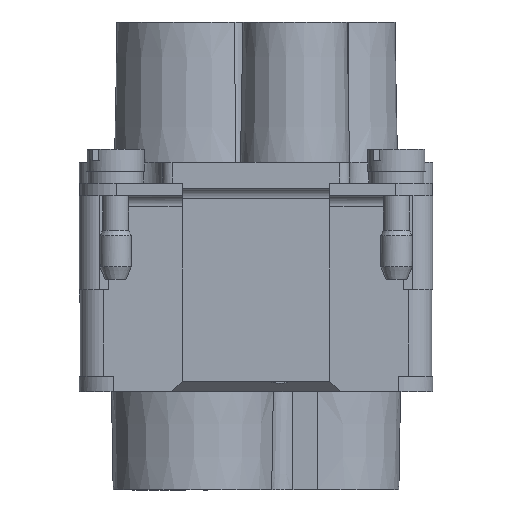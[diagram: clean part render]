
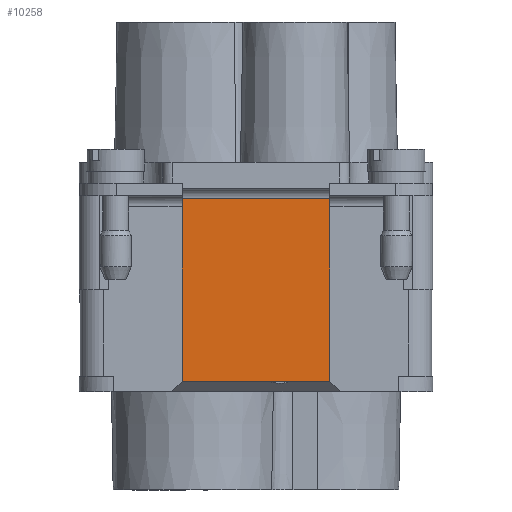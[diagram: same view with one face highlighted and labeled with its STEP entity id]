
A CAD part, left-side view. The second image highlights one B-rep face of the part: STEP entity #10258.
In plain terms, the highlighted planar face has unit normal (-1, 0, 0).
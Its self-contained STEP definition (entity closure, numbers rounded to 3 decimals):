
#5021=LINE('',#34216,#6738);
#5025=LINE('',#34225,#6742);
#5555=LINE('',#37092,#7382);
#5556=LINE('',#37096,#7383);
#6738=VECTOR('',#27506,1.);
#6742=VECTOR('',#27516,1.);
#7382=VECTOR('',#28808,1.);
#7383=VECTOR('',#28815,1.);
#8081=PLANE('',#24551);
#8956=FACE_OUTER_BOUND('',#12410,.T.);
#10258=ADVANCED_FACE('',(#8956),#8081,.T.);
#12410=EDGE_LOOP('',(#17796,#17797,#17798,#17799));
#17796=ORIENTED_EDGE('',*,*,#21495,.T.);
#17797=ORIENTED_EDGE('',*,*,#22370,.T.);
#17798=ORIENTED_EDGE('',*,*,#21490,.T.);
#17799=ORIENTED_EDGE('',*,*,#22369,.F.);
#19127=VERTEX_POINT('',#34215);
#19128=VERTEX_POINT('',#34217);
#19129=VERTEX_POINT('',#34224);
#19130=VERTEX_POINT('',#34226);
#21490=EDGE_CURVE('',#19128,#19127,#5021,.T.);
#21495=EDGE_CURVE('',#19130,#19129,#5025,.T.);
#22369=EDGE_CURVE('',#19130,#19127,#5555,.T.);
#22370=EDGE_CURVE('',#19129,#19128,#5556,.T.);
#24551=AXIS2_PLACEMENT_3D('',#37608,#29250,#29251);
#27506=DIRECTION('',(0.,-1.,0.));
#27516=DIRECTION('',(0.,1.,0.));
#28808=DIRECTION('',(0.,0.,-1.));
#28815=DIRECTION('',(0.,0.,-1.));
#29250=DIRECTION('',(-1.,0.,0.));
#29251=DIRECTION('',(0.,-1.,0.));
#34215=CARTESIAN_POINT('',(-29.,-7.1,-17.85));
#34216=CARTESIAN_POINT('',(-29.,7.1,-17.85));
#34217=CARTESIAN_POINT('',(-29.,7.1,-17.85));
#34224=CARTESIAN_POINT('',(-29.,7.1,-0.3));
#34225=CARTESIAN_POINT('',(-29.,-7.1,-0.3));
#34226=CARTESIAN_POINT('',(-29.,-7.1,-0.3));
#37092=CARTESIAN_POINT('',(-29.,-7.1,-0.3));
#37096=CARTESIAN_POINT('',(-29.,7.1,-0.3));
#37608=CARTESIAN_POINT('',(-29.,-7.1,-0.07));
